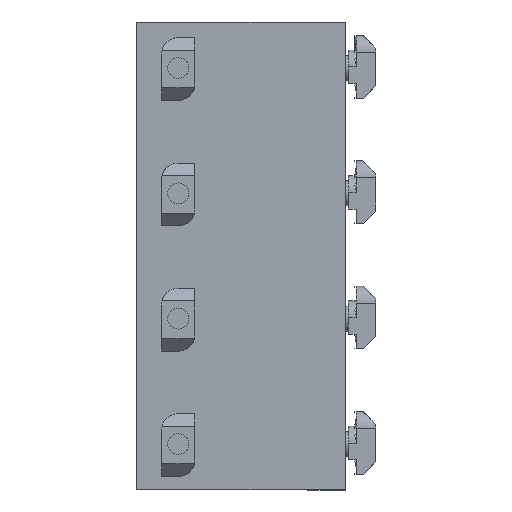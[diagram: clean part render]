
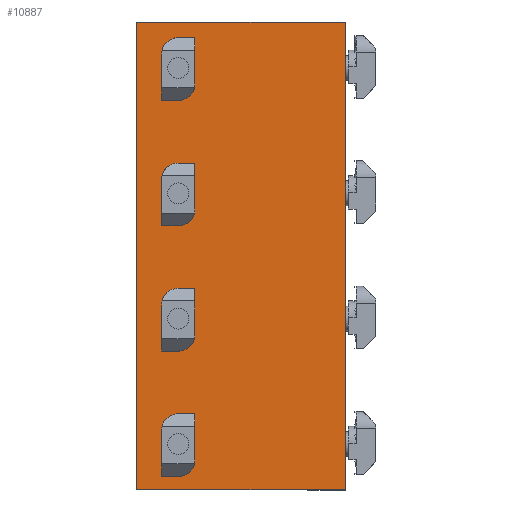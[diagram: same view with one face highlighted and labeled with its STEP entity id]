
A CAD part, left-side view. The second image highlights one B-rep face of the part: STEP entity #10887.
In plain terms, the highlighted planar face has unit normal (-1, 0, 0).
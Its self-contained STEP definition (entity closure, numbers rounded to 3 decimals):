
#38 = VERTEX_POINT ( 'NONE', #12881 ) ;
#983 = VERTEX_POINT ( 'NONE', #1627 ) ;
#992 = VERTEX_POINT ( 'NONE', #1650 ) ;
#1001 = VERTEX_POINT ( 'NONE', #1669 ) ;
#1185 = ORIENTED_EDGE ( 'NONE', *, *, #5093, .T. ) ;
#1186 = ORIENTED_EDGE ( 'NONE', *, *, #5053, .T. ) ;
#1187 = ORIENTED_EDGE ( 'NONE', *, *, #5136, .T. ) ;
#1188 = ORIENTED_EDGE ( 'NONE', *, *, #5064, .T. ) ;
#1189 = ORIENTED_EDGE ( 'NONE', *, *, #5083, .T. ) ;
#1190 = ORIENTED_EDGE ( 'NONE', *, *, #5092, .T. ) ;
#1191 = ORIENTED_EDGE ( 'NONE', *, *, #5040, .F. ) ;
#1192 = ORIENTED_EDGE ( 'NONE', *, *, #5044, .F. ) ;
#1193 = ORIENTED_EDGE ( 'NONE', *, *, #5054, .T. ) ;
#1194 = ORIENTED_EDGE ( 'NONE', *, *, #5101, .T. ) ;
#1195 = ORIENTED_EDGE ( 'NONE', *, *, #5062, .T. ) ;
#1196 = ORIENTED_EDGE ( 'NONE', *, *, #5031, .T. ) ;
#1217 = EDGE_LOOP ( 'NONE', ( #1185, #1186 ) ) ;
#1221 = EDGE_LOOP ( 'NONE', ( #1195, #1196 ) ) ;
#1222 = EDGE_LOOP ( 'NONE', ( #1191, #1192, #1189, #1190 ) ) ;
#1230 = EDGE_LOOP ( 'NONE', ( #1187, #1188 ) ) ;
#1232 = EDGE_LOOP ( 'NONE', ( #1193, #1194 ) ) ;
#1425 = DIRECTION ( 'NONE',  ( 0., 0., 1. ) ) ;
#1430 = CARTESIAN_POINT ( 'NONE',  ( -21.525, -18.284, -53.271 ) ) ;
#1432 = DIRECTION ( 'NONE',  ( 0., 0., -1. ) ) ;
#1434 = CARTESIAN_POINT ( 'NONE',  ( -21.525, 21.716, 47.729 ) ) ;
#1435 = DIRECTION ( 'NONE',  ( 1., 0., 0. ) ) ;
#1627 = CARTESIAN_POINT ( 'NONE',  ( -21.525, -18.284, 58.729 ) ) ;
#1650 = CARTESIAN_POINT ( 'NONE',  ( -21.525, 21.716, -45.521 ) ) ;
#1669 = CARTESIAN_POINT ( 'NONE',  ( -21.525, 31.716, -53.271 ) ) ;
#1690 = DIRECTION ( 'NONE',  ( 1., 0., 0. ) ) ;
#1694 = CARTESIAN_POINT ( 'NONE',  ( -21.525, 21.716, -42.271 ) ) ;
#1698 = DIRECTION ( 'NONE',  ( 0., 0., -1. ) ) ;
#1795 = CARTESIAN_POINT ( 'NONE',  ( -21.525, 21.716, -9.021 ) ) ;
#1796 = CARTESIAN_POINT ( 'NONE',  ( -21.525, -18.284, -53.271 ) ) ;
#2525 = FACE_BOUND ( 'NONE', #1221, .T. ) ;
#2529 = FACE_BOUND ( 'NONE', #1217, .T. ) ;
#2531 = FACE_OUTER_BOUND ( 'NONE', #1222, .T. ) ;
#2532 = FACE_BOUND ( 'NONE', #1230, .T. ) ;
#2533 = FACE_BOUND ( 'NONE', #1232, .T. ) ;
#5031 = EDGE_CURVE ( 'NONE', #7370, #12586, #10280, .T. ) ;
#5040 = EDGE_CURVE ( 'NONE', #12680, #983, #10291, .T. ) ;
#5044 = EDGE_CURVE ( 'NONE', #1001, #12680, #10296, .T. ) ;
#5053 = EDGE_CURVE ( 'NONE', #38, #12582, #10314, .T. ) ;
#5054 = EDGE_CURVE ( 'NONE', #992, #12664, #10310, .T. ) ;
#5062 = EDGE_CURVE ( 'NONE', #12586, #7370, #10325, .T. ) ;
#5064 = EDGE_CURVE ( 'NONE', #12263, #12259, #10329, .T. ) ;
#5083 = EDGE_CURVE ( 'NONE', #1001, #7372, #10360, .T. ) ;
#5092 = EDGE_CURVE ( 'NONE', #7372, #983, #10367, .T. ) ;
#5093 = EDGE_CURVE ( 'NONE', #12582, #38, #10373, .T. ) ;
#5101 = EDGE_CURVE ( 'NONE', #12664, #992, #10372, .T. ) ;
#5136 = EDGE_CURVE ( 'NONE', #12259, #12263, #10428, .T. ) ;
#5142 = CARTESIAN_POINT ( 'NONE',  ( -21.525, 21.716, 47.729 ) ) ;
#5143 = DIRECTION ( 'NONE',  ( 1., 0., 0. ) ) ;
#5144 = DIRECTION ( 'NONE',  ( 0., 0., -1. ) ) ;
#5145 = CARTESIAN_POINT ( 'NONE',  ( -21.525, 21.716, -42.271 ) ) ;
#5146 = DIRECTION ( 'NONE',  ( 1., 0., 0. ) ) ;
#5147 = DIRECTION ( 'NONE',  ( 0., 0., -1. ) ) ;
#5164 = CARTESIAN_POINT ( 'NONE',  ( -21.525, -73.625, 58.729 ) ) ;
#5169 = CARTESIAN_POINT ( 'NONE',  ( -21.525, 31.716, -53.271 ) ) ;
#5177 = DIRECTION ( 'NONE',  ( 0., 0., 1. ) ) ;
#5213 = DIRECTION ( 'NONE',  ( 0., 0., -1. ) ) ;
#5217 = DIRECTION ( 'NONE',  ( 0., -1., 0. ) ) ;
#5218 = DIRECTION ( 'NONE',  ( 1., 0., 0. ) ) ;
#5221 = CARTESIAN_POINT ( 'NONE',  ( -21.525, 21.716, -12.271 ) ) ;
#7211 = AXIS2_PLACEMENT_3D ( 'NONE', #9386, #9382, #9392 ) ;
#7370 = VERTEX_POINT ( 'NONE', #1795 ) ;
#7372 = VERTEX_POINT ( 'NONE', #1796 ) ;
#8119 = CARTESIAN_POINT ( 'NONE',  ( -21.525, 21.716, 14.479 ) ) ;
#8123 = CARTESIAN_POINT ( 'NONE',  ( -21.525, 21.716, 20.979 ) ) ;
#8126 = CARTESIAN_POINT ( 'NONE',  ( -21.525, 21.716, 44.479 ) ) ;
#8130 = CARTESIAN_POINT ( 'NONE',  ( -21.525, 21.716, -15.521 ) ) ;
#8141 = CARTESIAN_POINT ( 'NONE',  ( -21.525, 21.716, -39.021 ) ) ;
#8157 = CARTESIAN_POINT ( 'NONE',  ( -21.525, 31.716, 58.729 ) ) ;
#8346 = CARTESIAN_POINT ( 'NONE',  ( -21.525, 21.716, 17.729 ) ) ;
#8347 = DIRECTION ( 'NONE',  ( 1., 0., 0. ) ) ;
#8348 = DIRECTION ( 'NONE',  ( 0., 0., -1. ) ) ;
#8685 = DIRECTION ( 'NONE',  ( 0., -1., 0. ) ) ;
#8692 = CARTESIAN_POINT ( 'NONE',  ( -21.525, -73.625, -53.271 ) ) ;
#8708 = CARTESIAN_POINT ( 'NONE',  ( -21.525, 21.716, -12.271 ) ) ;
#8709 = DIRECTION ( 'NONE',  ( 1., 0., 0. ) ) ;
#8711 = DIRECTION ( 'NONE',  ( 0., 0., -1. ) ) ;
#8717 = CARTESIAN_POINT ( 'NONE',  ( -21.525, 21.716, 17.729 ) ) ;
#8718 = DIRECTION ( 'NONE',  ( 1., 0., 0. ) ) ;
#8719 = DIRECTION ( 'NONE',  ( 0., 0., -1. ) ) ;
#9382 = DIRECTION ( 'NONE',  ( -1., 0., 0. ) ) ;
#9386 = CARTESIAN_POINT ( 'NONE',  ( -21.525, -73.625, -53.271 ) ) ;
#9389 = PLANE ( 'NONE',  #7211 ) ;
#9392 = DIRECTION ( 'NONE',  ( 0., 0., 1. ) ) ;
#10280 = CIRCLE ( 'NONE', #12311, 3.25 ) ;
#10291 = LINE ( 'NONE', #5164, #10294 ) ;
#10294 = VECTOR ( 'NONE', #5217, 1000. ) ;
#10296 = LINE ( 'NONE', #5169, #10301 ) ;
#10301 = VECTOR ( 'NONE', #5177, 1000. ) ;
#10310 = CIRCLE ( 'NONE', #12290, 3.25 ) ;
#10314 = CIRCLE ( 'NONE', #12294, 3.25 ) ;
#10325 = CIRCLE ( 'NONE', #12285, 3.25 ) ;
#10329 = CIRCLE ( 'NONE', #12283, 3.25 ) ;
#10360 = LINE ( 'NONE', #8692, #10362 ) ;
#10362 = VECTOR ( 'NONE', #8685, 1000. ) ;
#10367 = LINE ( 'NONE', #1430, #10374 ) ;
#10372 = CIRCLE ( 'NONE', #12267, 3.25 ) ;
#10373 = CIRCLE ( 'NONE', #12270, 3.25 ) ;
#10374 = VECTOR ( 'NONE', #1425, 1000. ) ;
#10428 = CIRCLE ( 'NONE', #13165, 3.25 ) ;
#10887 = ADVANCED_FACE ( 'NONE', ( #2525, #2533, #2531, #2532, #2529 ), #9389, .T. ) ;
#12259 = VERTEX_POINT ( 'NONE', #8119 ) ;
#12263 = VERTEX_POINT ( 'NONE', #8123 ) ;
#12267 = AXIS2_PLACEMENT_3D ( 'NONE', #1694, #1690, #1698 ) ;
#12270 = AXIS2_PLACEMENT_3D ( 'NONE', #1434, #1435, #1432 ) ;
#12283 = AXIS2_PLACEMENT_3D ( 'NONE', #8717, #8718, #8719 ) ;
#12285 = AXIS2_PLACEMENT_3D ( 'NONE', #8708, #8709, #8711 ) ;
#12290 = AXIS2_PLACEMENT_3D ( 'NONE', #5145, #5146, #5147 ) ;
#12294 = AXIS2_PLACEMENT_3D ( 'NONE', #5142, #5143, #5144 ) ;
#12311 = AXIS2_PLACEMENT_3D ( 'NONE', #5221, #5218, #5213 ) ;
#12582 = VERTEX_POINT ( 'NONE', #8126 ) ;
#12586 = VERTEX_POINT ( 'NONE', #8130 ) ;
#12664 = VERTEX_POINT ( 'NONE', #8141 ) ;
#12680 = VERTEX_POINT ( 'NONE', #8157 ) ;
#12881 = CARTESIAN_POINT ( 'NONE',  ( -21.525, 21.716, 50.979 ) ) ;
#13165 = AXIS2_PLACEMENT_3D ( 'NONE', #8346, #8347, #8348 ) ;
